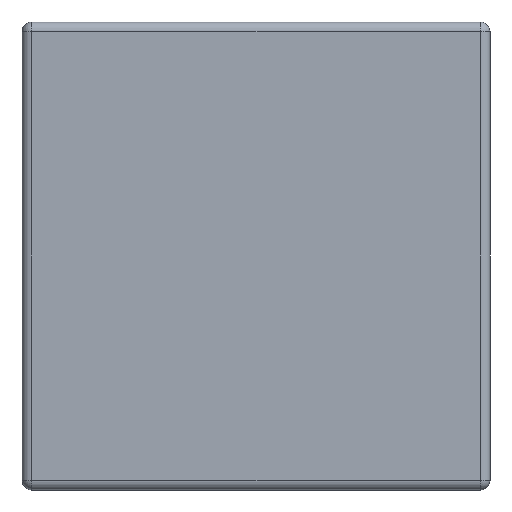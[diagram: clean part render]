
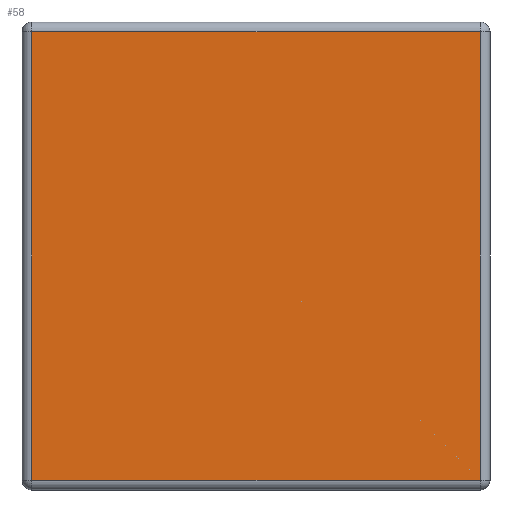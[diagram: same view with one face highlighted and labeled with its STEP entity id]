
A CAD part, left-side view. The second image highlights one B-rep face of the part: STEP entity #58.
In plain terms, the highlighted planar face has unit normal (-1, 0, 0).
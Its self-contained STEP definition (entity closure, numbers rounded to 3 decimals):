
#20 = CARTESIAN_POINT ( 'NONE',  ( 0., 0.058, 0. ) ) ;
#51 = EDGE_CURVE ( 'NONE', #4336, #3566, #933, .T. ) ;
#58 = ADVANCED_FACE ( 'NONE', ( #2059 ), #3523, .T. ) ;
#107 = ORIENTED_EDGE ( 'NONE', *, *, #51, .T. ) ;
#141 = ORIENTED_EDGE ( 'NONE', *, *, #3595, .T. ) ;
#397 = LINE ( 'NONE', #3720, #4426 ) ;
#433 = DIRECTION ( 'NONE',  ( 0., 0., 1. ) ) ;
#535 = EDGE_CURVE ( 'NONE', #956, #4336, #397, .T. ) ;
#566 = DIRECTION ( 'NONE',  ( 0., 0., -1. ) ) ;
#619 = VECTOR ( 'NONE', #4357, 1000. ) ;
#699 = LINE ( 'NONE', #1421, #619 ) ;
#709 = ORIENTED_EDGE ( 'NONE', *, *, #1973, .T. ) ;
#933 = LINE ( 'NONE', #2401, #2508 ) ;
#956 = VERTEX_POINT ( 'NONE', #2004 ) ;
#959 = ORIENTED_EDGE ( 'NONE', *, *, #535, .T. ) ;
#1212 = EDGE_LOOP ( 'NONE', ( #709, #141, #959, #107 ) ) ;
#1421 = CARTESIAN_POINT ( 'NONE',  ( 0., 0., -2.732 ) ) ;
#1507 = DIRECTION ( 'NONE',  ( 0., 0., 1. ) ) ;
#1579 = CARTESIAN_POINT ( 'NONE',  ( 0., 2.732, -2.732 ) ) ;
#1966 = AXIS2_PLACEMENT_3D ( 'NONE', #2279, #3365, #433 ) ;
#1973 = EDGE_CURVE ( 'NONE', #3566, #3716, #699, .T. ) ;
#2004 = CARTESIAN_POINT ( 'NONE',  ( 0., 0.058, -0.058 ) ) ;
#2059 = FACE_OUTER_BOUND ( 'NONE', #1212, .T. ) ;
#2279 = CARTESIAN_POINT ( 'NONE',  ( 0., 0., 0. ) ) ;
#2401 = CARTESIAN_POINT ( 'NONE',  ( 0., 2.732, -2.79 ) ) ;
#2508 = VECTOR ( 'NONE', #566, 1000. ) ;
#2819 = VECTOR ( 'NONE', #1507, 1000. ) ;
#3211 = CARTESIAN_POINT ( 'NONE',  ( 0., 2.732, -0.058 ) ) ;
#3365 = DIRECTION ( 'NONE',  ( -1., 0., 0. ) ) ;
#3369 = LINE ( 'NONE', #20, #2819 ) ;
#3523 = PLANE ( 'NONE',  #1966 ) ;
#3566 = VERTEX_POINT ( 'NONE', #1579 ) ;
#3595 = EDGE_CURVE ( 'NONE', #3716, #956, #3369, .T. ) ;
#3716 = VERTEX_POINT ( 'NONE', #3926 ) ;
#3720 = CARTESIAN_POINT ( 'NONE',  ( 0., 2.79, -0.058 ) ) ;
#3926 = CARTESIAN_POINT ( 'NONE',  ( 0., 0.058, -2.732 ) ) ;
#4336 = VERTEX_POINT ( 'NONE', #3211 ) ;
#4357 = DIRECTION ( 'NONE',  ( 0., -1., 0. ) ) ;
#4426 = VECTOR ( 'NONE', #4775, 1000. ) ;
#4775 = DIRECTION ( 'NONE',  ( 0., 1., 0. ) ) ;
